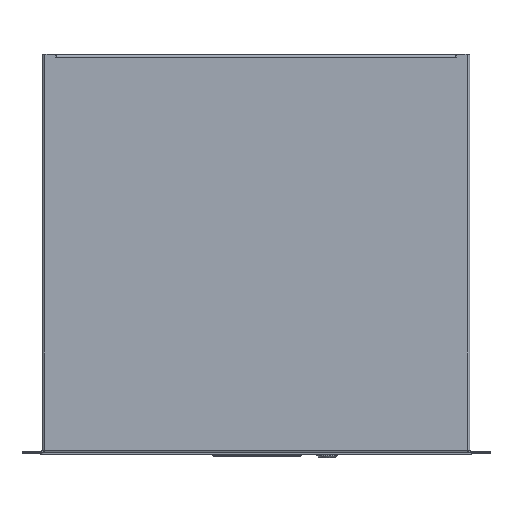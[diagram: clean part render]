
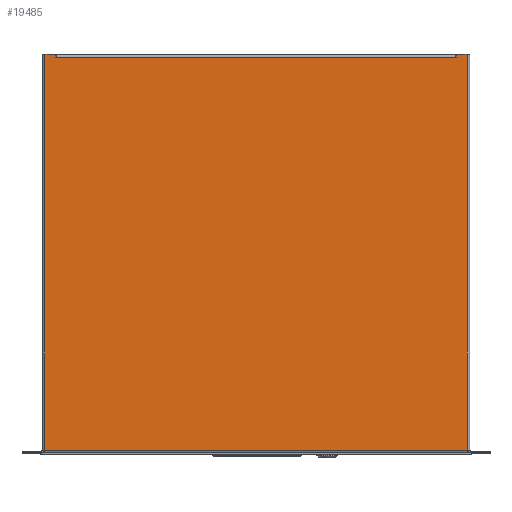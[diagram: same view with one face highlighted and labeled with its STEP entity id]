
A CAD part, top view. The second image highlights one B-rep face of the part: STEP entity #19485.
In plain terms, the highlighted planar face has unit normal (0, 0, 1).
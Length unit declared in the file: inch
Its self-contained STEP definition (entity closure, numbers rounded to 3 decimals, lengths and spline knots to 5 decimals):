
#133 = LINE ( 'NONE', #15109, #20456 ) ;
#162 = VERTEX_POINT ( 'NONE', #249 ) ;
#249 = CARTESIAN_POINT ( 'NONE',  ( -8.136, 16.169, 3.469 ) ) ;
#310 = CARTESIAN_POINT ( 'NONE',  ( -8.57, 16.277, 3.469 ) ) ;
#354 = VERTEX_POINT ( 'NONE', #16611 ) ;
#422 = CARTESIAN_POINT ( 'NONE',  ( 8.106, 16.169, 3.469 ) ) ;
#473 = CARTESIAN_POINT ( 'NONE',  ( 8.136, 16.169, 3.469 ) ) ;
#653 = DIRECTION ( 'NONE',  ( 0., -1., 0. ) ) ;
#1020 = CARTESIAN_POINT ( 'NONE',  ( 8.57, 16.277, 3.469 ) ) ;
#1384 = ORIENTED_EDGE ( 'NONE', *, *, #9700, .T. ) ;
#1455 = ORIENTED_EDGE ( 'NONE', *, *, #6487, .T. ) ;
#1744 = CARTESIAN_POINT ( 'NONE',  ( 8.136, 16.169, 3.469 ) ) ;
#1845 = CARTESIAN_POINT ( 'NONE',  ( -8.678, 16.169, 3.469 ) ) ;
#2169 = LINE ( 'NONE', #13953, #12123 ) ;
#2694 = CARTESIAN_POINT ( 'NONE',  ( 8.57, 16.277, 3.469 ) ) ;
#3177 = VERTEX_POINT ( 'NONE', #1744 ) ;
#3376 = VECTOR ( 'NONE', #653, 39.37008 ) ;
#3397 = DIRECTION ( 'NONE',  ( 1., 0., 0. ) ) ;
#3429 = ORIENTED_EDGE ( 'NONE', *, *, #16605, .T. ) ;
#3573 = CARTESIAN_POINT ( 'NONE',  ( -8.57, 0.21, 3.469 ) ) ;
#3732 = VECTOR ( 'NONE', #3397, 39.37008 ) ;
#4485 = ORIENTED_EDGE ( 'NONE', *, *, #6270, .T. ) ;
#5355 = DIRECTION ( 'NONE',  ( -1., 0., 0. ) ) ;
#6270 = EDGE_CURVE ( 'NONE', #10200, #354, #18240, .T. ) ;
#6487 = EDGE_CURVE ( 'NONE', #20917, #3177, #7420, .T. ) ;
#7420 = LINE ( 'NONE', #15615, #3376 ) ;
#7533 = ORIENTED_EDGE ( 'NONE', *, *, #18406, .T. ) ;
#8421 = CARTESIAN_POINT ( 'NONE',  ( -8.678, 16.277, 3.469 ) ) ;
#9016 = VECTOR ( 'NONE', #15171, 39.37008 ) ;
#9188 = VERTEX_POINT ( 'NONE', #18731 ) ;
#9503 = LINE ( 'NONE', #15959, #15515 ) ;
#9700 = EDGE_CURVE ( 'NONE', #354, #12851, #10518, .T. ) ;
#9835 = FACE_OUTER_BOUND ( 'NONE', #13694, .T. ) ;
#9880 = DIRECTION ( 'NONE',  ( -1., 0., 0. ) ) ;
#10104 = VECTOR ( 'NONE', #15548, 39.37008 ) ;
#10200 = VERTEX_POINT ( 'NONE', #3573 ) ;
#10219 = ORIENTED_EDGE ( 'NONE', *, *, #11264, .T. ) ;
#10518 = LINE ( 'NONE', #1020, #10104 ) ;
#10624 = ORIENTED_EDGE ( 'NONE', *, *, #15142, .T. ) ;
#11064 = VECTOR ( 'NONE', #9880, 39.37008 ) ;
#11143 = VERTEX_POINT ( 'NONE', #422 ) ;
#11264 = EDGE_CURVE ( 'NONE', #11143, #9188, #13511, .T. ) ;
#11910 = LINE ( 'NONE', #8421, #14196 ) ;
#12112 = CARTESIAN_POINT ( 'NONE',  ( -8.136, 16.277, 3.469 ) ) ;
#12123 = VECTOR ( 'NONE', #15600, 39.37008 ) ;
#12705 = VERTEX_POINT ( 'NONE', #310 ) ;
#12851 = VERTEX_POINT ( 'NONE', #2694 ) ;
#13120 = AXIS2_PLACEMENT_3D ( 'NONE', #21073, #16495, #14312 ) ;
#13439 = DIRECTION ( 'NONE',  ( 0., 1., 0. ) ) ;
#13511 = LINE ( 'NONE', #1845, #9016 ) ;
#13595 = EDGE_CURVE ( 'NONE', #9188, #162, #20343, .T. ) ;
#13694 = EDGE_LOOP ( 'NONE', ( #3429, #10219, #15378, #16639, #20380, #7533, #4485, #1384, #10624, #1455 ) ) ;
#13953 = CARTESIAN_POINT ( 'NONE',  ( -8.57, 16.277, 3.469 ) ) ;
#14040 = VERTEX_POINT ( 'NONE', #12112 ) ;
#14196 = VECTOR ( 'NONE', #5355, 39.37008 ) ;
#14312 = DIRECTION ( 'NONE',  ( 1., 0., 0. ) ) ;
#15109 = CARTESIAN_POINT ( 'NONE',  ( -8.136, 16.277, 3.469 ) ) ;
#15142 = EDGE_CURVE ( 'NONE', #12851, #20917, #11910, .T. ) ;
#15171 = DIRECTION ( 'NONE',  ( -1., 0., 0. ) ) ;
#15378 = ORIENTED_EDGE ( 'NONE', *, *, #13595, .T. ) ;
#15515 = VECTOR ( 'NONE', #21074, 39.37008 ) ;
#15548 = DIRECTION ( 'NONE',  ( 0., 1., 0. ) ) ;
#15600 = DIRECTION ( 'NONE',  ( 0., -1., 0. ) ) ;
#15615 = CARTESIAN_POINT ( 'NONE',  ( 8.136, 16.277, 3.469 ) ) ;
#15959 = CARTESIAN_POINT ( 'NONE',  ( -8.678, 16.277, 3.469 ) ) ;
#16495 = DIRECTION ( 'NONE',  ( 0., 0., 1. ) ) ;
#16605 = EDGE_CURVE ( 'NONE', #3177, #11143, #21462, .T. ) ;
#16608 = CARTESIAN_POINT ( 'NONE',  ( -8.678, 0.21, 3.469 ) ) ;
#16611 = CARTESIAN_POINT ( 'NONE',  ( 8.57, 0.21, 3.469 ) ) ;
#16639 = ORIENTED_EDGE ( 'NONE', *, *, #17083, .T. ) ;
#16845 = CARTESIAN_POINT ( 'NONE',  ( 8.136, 16.277, 3.469 ) ) ;
#17083 = EDGE_CURVE ( 'NONE', #162, #14040, #133, .T. ) ;
#18240 = LINE ( 'NONE', #16608, #3732 ) ;
#18406 = EDGE_CURVE ( 'NONE', #12705, #10200, #2169, .T. ) ;
#18455 = VECTOR ( 'NONE', #18695, 39.37008 ) ;
#18695 = DIRECTION ( 'NONE',  ( -1., 0., 0. ) ) ;
#18731 = CARTESIAN_POINT ( 'NONE',  ( -8.106, 16.169, 3.469 ) ) ;
#19485 = ADVANCED_FACE ( 'NONE', ( #9835 ), #19646, .T. ) ;
#19599 = CARTESIAN_POINT ( 'NONE',  ( 8.136, 16.169, 3.469 ) ) ;
#19646 = PLANE ( 'NONE',  #13120 ) ;
#20343 = LINE ( 'NONE', #473, #18455 ) ;
#20380 = ORIENTED_EDGE ( 'NONE', *, *, #21118, .T. ) ;
#20456 = VECTOR ( 'NONE', #13439, 39.37008 ) ;
#20917 = VERTEX_POINT ( 'NONE', #16845 ) ;
#21073 = CARTESIAN_POINT ( 'NONE',  ( -8.678, 16.277, 3.469 ) ) ;
#21074 = DIRECTION ( 'NONE',  ( -1., 0., 0. ) ) ;
#21118 = EDGE_CURVE ( 'NONE', #14040, #12705, #9503, .T. ) ;
#21462 = LINE ( 'NONE', #19599, #11064 ) ;
